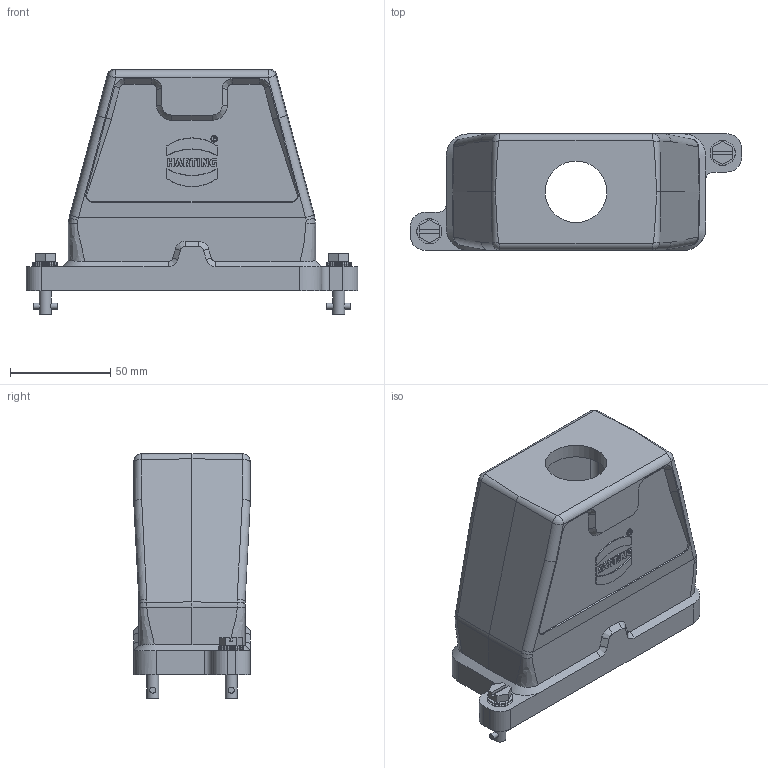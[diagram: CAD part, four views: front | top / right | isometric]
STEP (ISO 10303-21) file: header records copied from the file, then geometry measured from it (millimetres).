
FILE_DESCRIPTION(/* description */ (''),/* implementation_level */ '2;1');
FILE_NAME(/* name */ '100539027ugm000_d.stp',/* time_stamp */ '2019-03-07T09:51:15+01:00',/* author */ (''),/* organization */ (''),/* preprocessor_version */ 'ST-DEVELOPER v16.7',/* originating_system */ 'SIEMENS PLM Software NX 12.0',/* authorisation */ '');
FILE_SCHEMA (('AUTOMOTIVE_DESIGN { 1 0 10303 214 3 1 1 1 }'));
Length unit declared in the file: millimetre
Products named in the file (1): 100539027ugm000_d
Bounding box: 165 x 58 x 121.6 mm (x, y, z)
Volume: 202128 mm3; surface area: 86846.4 mm2
Topology: 1 solids, 1 shells, 407 faces, 1097 edges, 720 vertices
Faces by surface type: plane 240, cylinder 93, bspline 36, cone 34, sphere 4
Full cylindrical faces by diameter (mm): 3 x8, 6 x4, 14.05 x2, 30.6 x1
Entity records: 14551 total; most frequent: CARTESIAN_POINT 3799, ORIENTED_EDGE 2074, DIRECTION 1838, EDGE_CURVE 1037, VERTEX_POINT 698, LINE 644, VECTOR 644, AXIS2_PLACEMENT_3D 597
